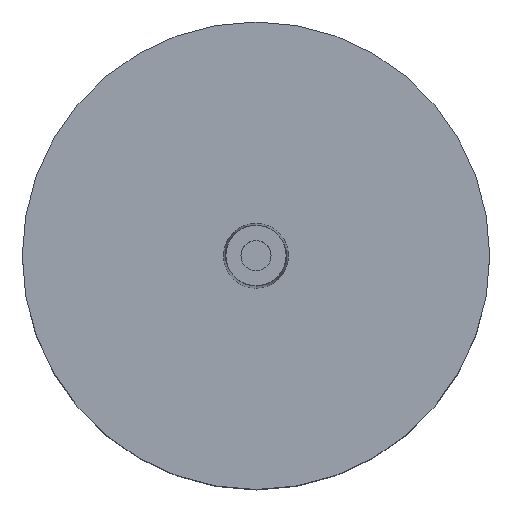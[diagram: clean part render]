
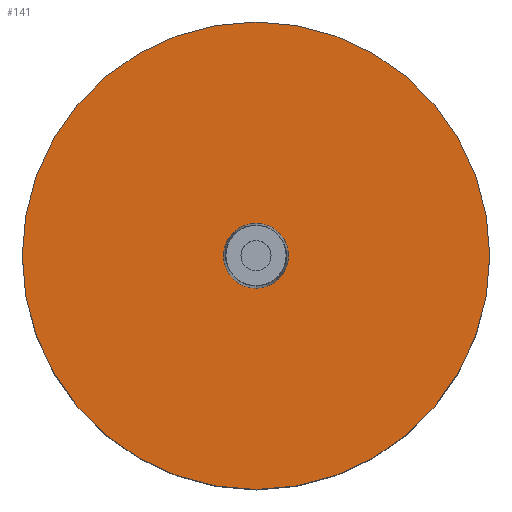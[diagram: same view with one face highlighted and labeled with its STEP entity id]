
A CAD part, top view. The second image highlights one B-rep face of the part: STEP entity #141.
In plain terms, the highlighted planar face has unit normal (0, 0, 1).
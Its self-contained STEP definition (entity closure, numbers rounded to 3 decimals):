
#20=FACE_BOUND('',#52,.T.);
#26=PLANE('',#176);
#37=FACE_OUTER_BOUND('',#51,.T.);
#51=EDGE_LOOP('',(#126));
#52=EDGE_LOOP('',(#127));
#67=CIRCLE('',#165,2.15);
#71=CIRCLE('',#173,15.5);
#77=VERTEX_POINT('',#242);
#81=VERTEX_POINT('',#256);
#89=EDGE_CURVE('',#77,#77,#67,.T.);
#95=EDGE_CURVE('',#81,#81,#71,.T.);
#126=ORIENTED_EDGE('',*,*,#95,.T.);
#127=ORIENTED_EDGE('',*,*,#89,.T.);
#141=ADVANCED_FACE('',(#37,#20),#26,.T.);
#165=AXIS2_PLACEMENT_3D('',#243,#199,#200);
#173=AXIS2_PLACEMENT_3D('',#257,#217,#218);
#176=AXIS2_PLACEMENT_3D('',#262,#224,#225);
#199=DIRECTION('center_axis',(0.,0.,-1.));
#200=DIRECTION('ref_axis',(0.,1.,0.));
#217=DIRECTION('center_axis',(0.,0.,1.));
#218=DIRECTION('ref_axis',(1.,0.,0.));
#224=DIRECTION('center_axis',(0.,0.,1.));
#225=DIRECTION('ref_axis',(1.,0.,0.));
#242=CARTESIAN_POINT('',(0.,-2.15,18.));
#243=CARTESIAN_POINT('Origin',(0.,0.,18.));
#256=CARTESIAN_POINT('',(-15.5,0.,18.));
#257=CARTESIAN_POINT('Origin',(0.,0.,18.));
#262=CARTESIAN_POINT('Origin',(0.,0.,18.));
